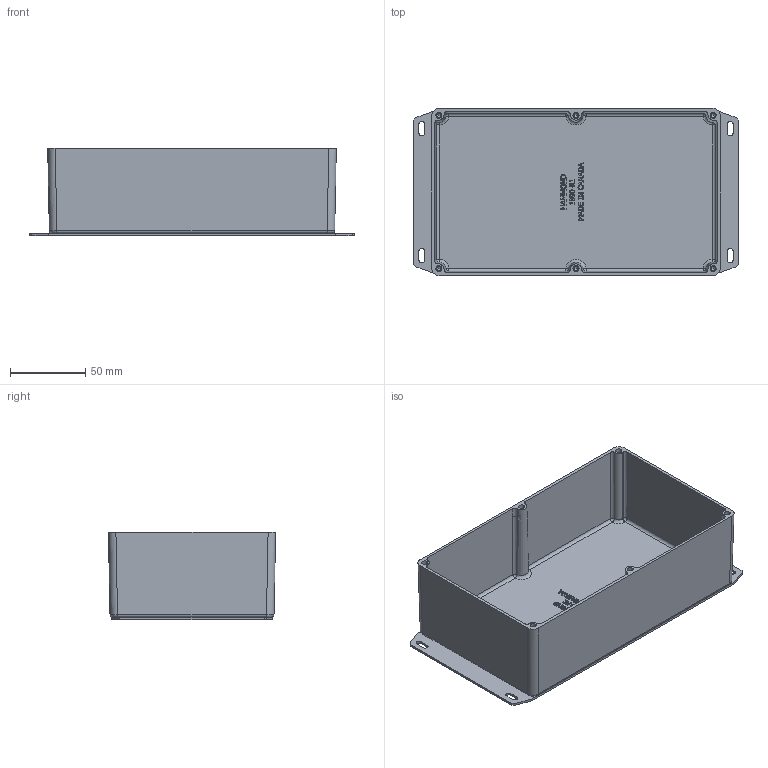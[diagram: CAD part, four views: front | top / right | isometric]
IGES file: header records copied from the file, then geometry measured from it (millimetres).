
Global section: file name: No Iges File Name specified; native system: Autodesk Inventor 2009; preprocessor: AutoDesk Inventor Iges Exporter R2009; author: trinas; date: 20090304.081704; units: millimetre
Bounding box: 216.43 x 111.25 x 58.25 mm (x, y, z)
Volume: 151627.5 mm3; surface area: 115097.3 mm2
Topology: 1 solids, 1 shells, 525 faces, 1379 edges, 884 vertices
Faces by surface type: plane 306, bspline 177, revolution 30, cylinder 10, cone 2
